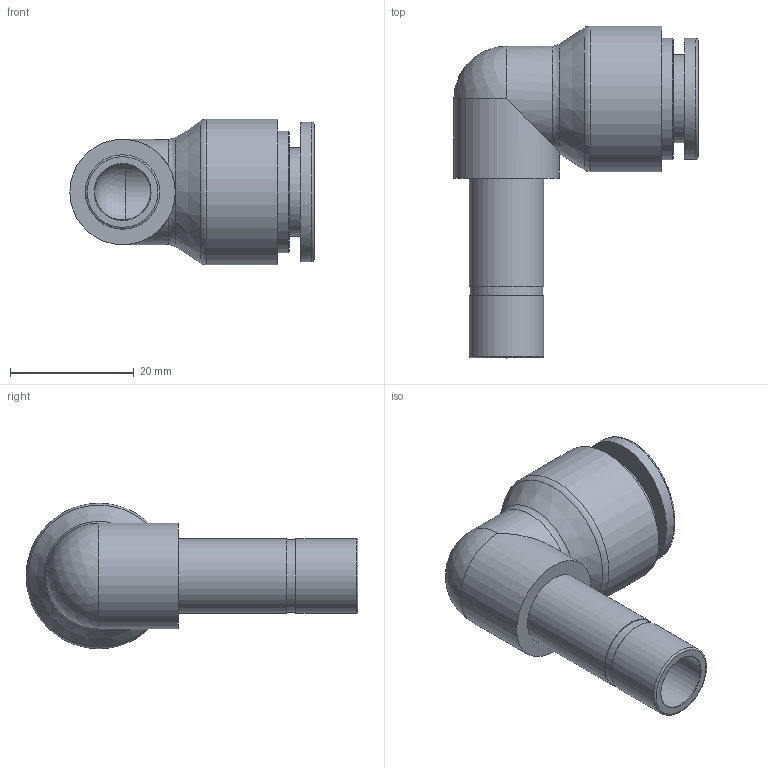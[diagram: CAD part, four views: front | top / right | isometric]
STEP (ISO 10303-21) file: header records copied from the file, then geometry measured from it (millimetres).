
FILE_DESCRIPTION((''),'2;1');
FILE_NAME('CR-PLJ 12.stp','2020-08-25T13:29:33',('user'),(''),'Autodesk Inventor 2013','Autodesk Inventor 2013','');
FILE_SCHEMA(('AUTOMOTIVE_DESIGN { 1 0 10303 214 1 1 1 1 }'));
Length unit declared in the file: millimetre
Products named in the file (5): 조립품13; CR-PLJ 12 BODY; CR-COLLAR 12; HR-Collar 12L(SUS); CR-SLEEVE 12
Assembly tree (4 placements, depth 3):
  조립품13
    CR-PLJ 12 BODY
    CR-COLLAR 12
      HR-Collar 12L(SUS)
      CR-SLEEVE 12
Bounding box: 39.4 x 53.55 x 23.5 mm (x, y, z)
Volume: 10328.6 mm3; surface area: 7369.9 mm2
Topology: 3 solids, 3 shells, 375 faces, 1056 edges, 702 vertices
Faces by surface type: plane 344, cylinder 18, cone 5, torus 3, bspline 3, sphere 2
Full cylindrical faces by diameter (mm): 2 x1, 9 x1, 10 x1, 11.7 x1, 12 x2, 12.18 x1, 12.2 x1, 14.2 x1, 17 x1, 19.6 x1, 23.5 x1
Entity records: 12147 total; most frequent: CARTESIAN_POINT 2392, ORIENTED_EDGE 2058, DIRECTION 1828, EDGE_CURVE 1029, VECTOR 972, LINE 972, VERTEX_POINT 696, AXIS2_PLACEMENT_3D 428
